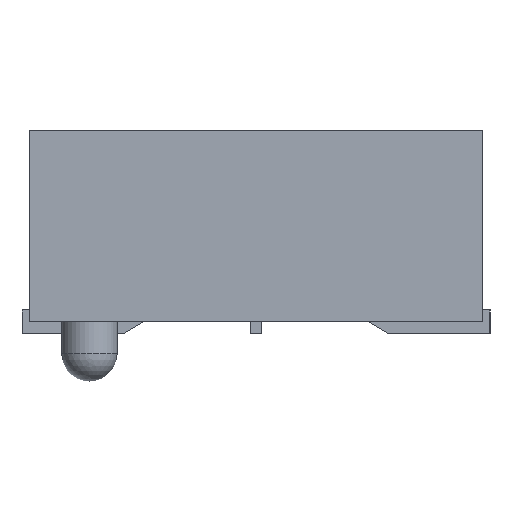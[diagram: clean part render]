
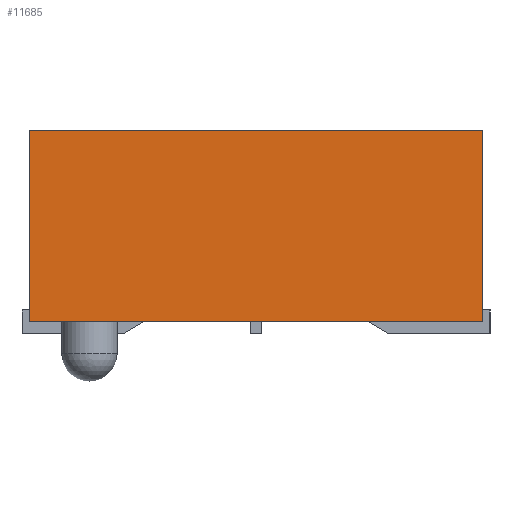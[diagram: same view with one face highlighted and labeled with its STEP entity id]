
A CAD part, left-side view. The second image highlights one B-rep face of the part: STEP entity #11685.
In plain terms, the highlighted planar face has unit normal (-1, 0, 0).
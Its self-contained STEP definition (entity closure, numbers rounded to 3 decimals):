
#3398 = VERTEX_POINT('',#3399);
#3399 = CARTESIAN_POINT('',(-10.643,-3.618,0.229));
#3405 = EDGE_CURVE('',#3406,#3398,#3408,.T.);
#3406 = VERTEX_POINT('',#3407);
#3407 = CARTESIAN_POINT('',(-10.643,3.621,0.229));
#3408 = LINE('',#3409,#3410);
#3409 = CARTESIAN_POINT('',(-10.643,3.621,0.229));
#3410 = VECTOR('',#3411,1.);
#3411 = DIRECTION('',(0.,-1.,0.));
#11661 = VERTEX_POINT('',#11662);
#11662 = CARTESIAN_POINT('',(-10.643,-3.618,3.277));
#11668 = EDGE_CURVE('',#11661,#3398,#11669,.T.);
#11669 = LINE('',#11670,#11671);
#11670 = CARTESIAN_POINT('',(-10.643,-3.618,3.277));
#11671 = VECTOR('',#11672,1.);
#11672 = DIRECTION('',(-0.,0.,-1.));
#11685 = ADVANCED_FACE('',(#11686),#11704,.F.);
#11686 = FACE_BOUND('',#11687,.T.);
#11687 = EDGE_LOOP('',(#11688,#11689,#11690,#11698));
#11688 = ORIENTED_EDGE('',*,*,#3405,.T.);
#11689 = ORIENTED_EDGE('',*,*,#11668,.F.);
#11690 = ORIENTED_EDGE('',*,*,#11691,.F.);
#11691 = EDGE_CURVE('',#11692,#11661,#11694,.T.);
#11692 = VERTEX_POINT('',#11693);
#11693 = CARTESIAN_POINT('',(-10.643,3.621,3.277));
#11694 = LINE('',#11695,#11696);
#11695 = CARTESIAN_POINT('',(-10.643,3.621,3.277));
#11696 = VECTOR('',#11697,1.);
#11697 = DIRECTION('',(0.,-1.,0.));
#11698 = ORIENTED_EDGE('',*,*,#11699,.T.);
#11699 = EDGE_CURVE('',#11692,#3406,#11700,.T.);
#11700 = LINE('',#11701,#11702);
#11701 = CARTESIAN_POINT('',(-10.643,3.621,3.277));
#11702 = VECTOR('',#11703,1.);
#11703 = DIRECTION('',(-0.,0.,-1.));
#11704 = PLANE('',#11705);
#11705 = AXIS2_PLACEMENT_3D('',#11706,#11707,#11708);
#11706 = CARTESIAN_POINT('',(-10.643,3.621,3.277));
#11707 = DIRECTION('',(1.,0.,0.));
#11708 = DIRECTION('',(0.,1.,0.));
